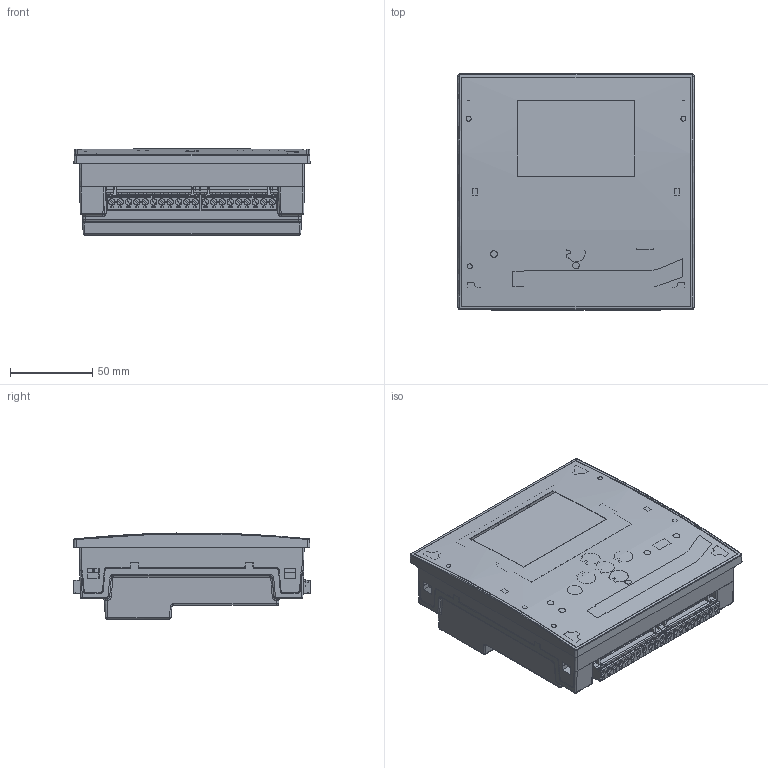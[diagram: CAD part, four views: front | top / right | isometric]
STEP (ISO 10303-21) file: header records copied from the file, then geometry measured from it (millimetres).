
FILE_DESCRIPTION(/* description */ (''),/* implementation_level */ '2;1');
FILE_NAME(/* name */ 'FILE_STP_CAD_DRAWING_RGK600-601-610_CATALOG_prt.stp',/* time_stamp */ '2020-11-09T17:07:57+01:00',/* author */ (''),/* organization */ (''),/* preprocessor_version */ 'ST-DEVELOPER v16.7',/* originating_system */ 'SIEMENS PLM Software NX 12.0',/* authorisation */ '');
FILE_SCHEMA (('AUTOMOTIVE_DESIGN { 1 0 10303 214 3 1 1 1 }'));
Length unit declared in the file: millimetre
Products named in the file (1): RGK600-601-610_CATALOG
Bounding box: 144 x 144.3 x 52.43 mm (x, y, z)
Surface area: 145390.2 mm2 (no closed solid volume)
Topology: 0 solids, 239 shells, 1335 faces, 6257 edges, 4996 vertices
Faces by surface type: plane 922, cylinder 260, bspline 56, cone 53, sphere 40, torus 4
Full cylindrical faces by diameter (mm): 4 x34
Entity records: 68301 total; most frequent: CARTESIAN_POINT 17888, DIRECTION 9755, ORIENTED_EDGE 8499, EDGE_CURVE 6129, VERTEX_POINT 4967, LINE 4195, VECTOR 4195, AXIS2_PLACEMENT_3D 2780
